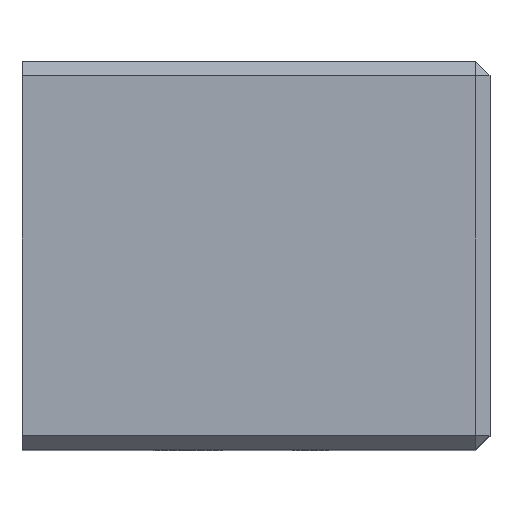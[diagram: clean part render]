
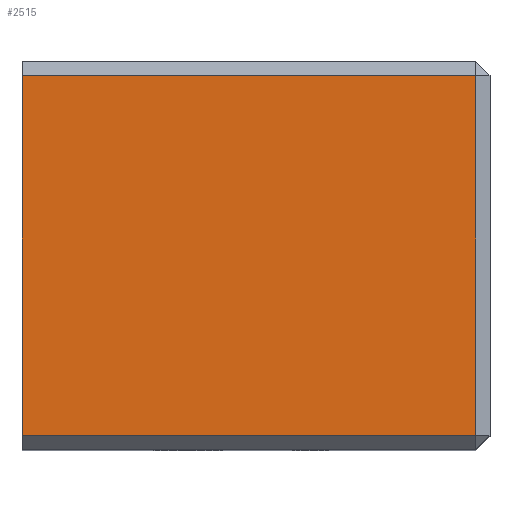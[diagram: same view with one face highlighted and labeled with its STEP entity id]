
A CAD part, top view. The second image highlights one B-rep face of the part: STEP entity #2515.
In plain terms, the highlighted planar face has unit normal (0, 0, 1).
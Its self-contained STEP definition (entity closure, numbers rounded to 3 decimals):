
#314 = CARTESIAN_POINT ( 'NONE',  ( -17.5, -13.5, 17.5 ) ) ;
#322 = CARTESIAN_POINT ( 'NONE',  ( 14., -12.5, 17.5 ) ) ;
#385 = EDGE_CURVE ( 'NONE', #2981, #774, #2926, .T. ) ;
#500 = VECTOR ( 'NONE', #1237, 1000. ) ;
#560 = VECTOR ( 'NONE', #974, 1000. ) ;
#685 = CARTESIAN_POINT ( 'NONE',  ( 14., -13.5, 17.5 ) ) ;
#703 = CARTESIAN_POINT ( 'NONE',  ( 15., -13.5, 17.5 ) ) ;
#774 = VERTEX_POINT ( 'NONE', #1955 ) ;
#882 = DIRECTION ( 'NONE',  ( 0., 0., -1. ) ) ;
#974 = DIRECTION ( 'NONE',  ( 0., 1., 0. ) ) ;
#1060 = EDGE_LOOP ( 'NONE', ( #1505, #2894, #1355, #2476 ) ) ;
#1187 = VECTOR ( 'NONE', #2548, 1000. ) ;
#1237 = DIRECTION ( 'NONE',  ( -1., 0., 0. ) ) ;
#1258 = EDGE_CURVE ( 'NONE', #1795, #2981, #2299, .T. ) ;
#1355 = ORIENTED_EDGE ( 'NONE', *, *, #1258, .T. ) ;
#1505 = ORIENTED_EDGE ( 'NONE', *, *, #2651, .F. ) ;
#1588 = AXIS2_PLACEMENT_3D ( 'NONE', #703, #882, #1633 ) ;
#1633 = DIRECTION ( 'NONE',  ( -1., 0., 0. ) ) ;
#1795 = VERTEX_POINT ( 'NONE', #322 ) ;
#1839 = VECTOR ( 'NONE', #2923, 1000. ) ;
#1897 = EDGE_CURVE ( 'NONE', #2472, #1795, #2028, .T. ) ;
#1955 = CARTESIAN_POINT ( 'NONE',  ( -17.5, 12.5, 17.5 ) ) ;
#2028 = LINE ( 'NONE', #2971, #1839 ) ;
#2299 = LINE ( 'NONE', #685, #1187 ) ;
#2384 = LINE ( 'NONE', #314, #560 ) ;
#2472 = VERTEX_POINT ( 'NONE', #2791 ) ;
#2476 = ORIENTED_EDGE ( 'NONE', *, *, #385, .T. ) ;
#2515 = ADVANCED_FACE ( 'NONE', ( #2803 ), #2997, .F. ) ;
#2548 = DIRECTION ( 'NONE',  ( 0., 1., 0. ) ) ;
#2605 = CARTESIAN_POINT ( 'NONE',  ( 14., 12.5, 17.5 ) ) ;
#2651 = EDGE_CURVE ( 'NONE', #2472, #774, #2384, .T. ) ;
#2791 = CARTESIAN_POINT ( 'NONE',  ( -17.5, -12.5, 17.5 ) ) ;
#2803 = FACE_OUTER_BOUND ( 'NONE', #1060, .T. ) ;
#2894 = ORIENTED_EDGE ( 'NONE', *, *, #1897, .T. ) ;
#2923 = DIRECTION ( 'NONE',  ( 1., 0., 0. ) ) ;
#2926 = LINE ( 'NONE', #2942, #500 ) ;
#2942 = CARTESIAN_POINT ( 'NONE',  ( 15., 12.5, 17.5 ) ) ;
#2971 = CARTESIAN_POINT ( 'NONE',  ( 15., -12.5, 17.5 ) ) ;
#2981 = VERTEX_POINT ( 'NONE', #2605 ) ;
#2997 = PLANE ( 'NONE',  #1588 ) ;
